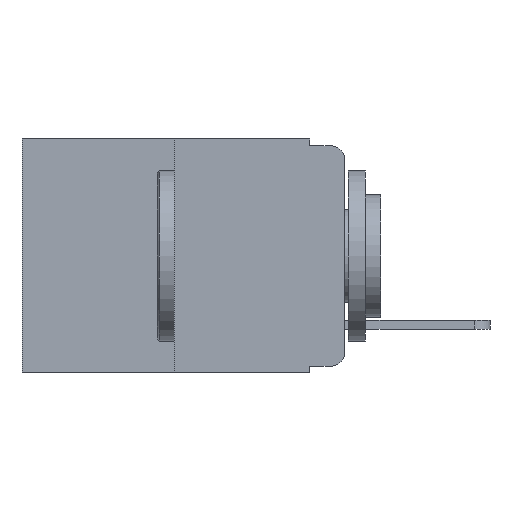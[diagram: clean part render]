
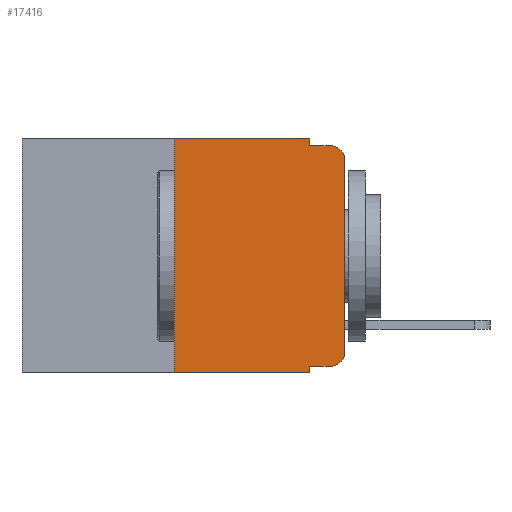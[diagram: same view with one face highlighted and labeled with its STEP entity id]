
A CAD part, left-side view. The second image highlights one B-rep face of the part: STEP entity #17416.
In plain terms, the highlighted planar face has unit normal (-1, 0, 0).
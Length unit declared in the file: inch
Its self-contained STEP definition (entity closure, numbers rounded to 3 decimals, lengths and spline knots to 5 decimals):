
#693 = DIRECTION ( 'NONE',  ( 0., 0., -1. ) ) ;
#719 = DIRECTION ( 'NONE',  ( 0., 0., 1. ) ) ;
#1065 = EDGE_CURVE ( 'NONE', #6866, #21858, #3279, .T. ) ;
#1208 = CARTESIAN_POINT ( 'NONE',  ( 0., 0.051, -0.343 ) ) ;
#1221 = ORIENTED_EDGE ( 'NONE', *, *, #2793, .F. ) ;
#1420 = CARTESIAN_POINT ( 'NONE',  ( 0., 0.25, 0. ) ) ;
#1678 = AXIS2_PLACEMENT_3D ( 'NONE', #23753, #13398, #2010 ) ;
#2010 = DIRECTION ( 'NONE',  ( 0., 0., -1. ) ) ;
#2645 = EDGE_CURVE ( 'NONE', #22137, #21101, #8468, .T. ) ;
#2666 = DIRECTION ( 'NONE',  ( 0., 0., -1. ) ) ;
#2667 = VECTOR ( 'NONE', #18261, 39.37008 ) ;
#2703 = EDGE_CURVE ( 'NONE', #21101, #12784, #6760, .T. ) ;
#2710 = EDGE_CURVE ( 'NONE', #19013, #12784, #7328, .T. ) ;
#2753 = EDGE_CURVE ( 'NONE', #15513, #19013, #5624, .T. ) ;
#2759 = EDGE_CURVE ( 'NONE', #6866, #23063, #19783, .T. ) ;
#2793 = EDGE_CURVE ( 'NONE', #6540, #21858, #9438, .T. ) ;
#2797 = EDGE_CURVE ( 'NONE', #6540, #21571, #14420, .T. ) ;
#2802 = EDGE_CURVE ( 'NONE', #21571, #22137, #4488, .T. ) ;
#3048 = DIRECTION ( 'NONE',  ( -1., 0., 0. ) ) ;
#3202 = CARTESIAN_POINT ( 'NONE',  ( 0., 0.02, -0.313 ) ) ;
#3279 = LINE ( 'NONE', #18531, #2667 ) ;
#3478 = ORIENTED_EDGE ( 'NONE', *, *, #2710, .F. ) ;
#3538 = CARTESIAN_POINT ( 'NONE',  ( 0., 0.051, 0. ) ) ;
#4063 = CARTESIAN_POINT ( 'NONE',  ( 0., 0.473, 0. ) ) ;
#4071 = ORIENTED_EDGE ( 'NONE', *, *, #2753, .F. ) ;
#4488 = CIRCLE ( 'NONE', #6493, 0.02 ) ;
#5038 = LINE ( 'NONE', #4063, #23582 ) ;
#5624 = LINE ( 'NONE', #13412, #23602 ) ;
#5680 = CARTESIAN_POINT ( 'NONE',  ( 0., 0.25, -0.343 ) ) ;
#5869 = CARTESIAN_POINT ( 'NONE',  ( 0., 0., -0.313 ) ) ;
#6282 = DIRECTION ( 'NONE',  ( 0., -1., 0. ) ) ;
#6493 = AXIS2_PLACEMENT_3D ( 'NONE', #3202, #3048, #2666 ) ;
#6540 = VERTEX_POINT ( 'NONE', #23291 ) ;
#6590 = AXIS2_PLACEMENT_3D ( 'NONE', #14770, #14704, #14670 ) ;
#6760 = CIRCLE ( 'NONE', #6590, 0.02 ) ;
#6866 = VERTEX_POINT ( 'NONE', #5680 ) ;
#7328 = LINE ( 'NONE', #16671, #11316 ) ;
#7577 = CARTESIAN_POINT ( 'NONE',  ( 0., 0.02, -0.01 ) ) ;
#8057 = FACE_OUTER_BOUND ( 'NONE', #14444, .T. ) ;
#8468 = LINE ( 'NONE', #15722, #12492 ) ;
#9023 = ORIENTED_EDGE ( 'NONE', *, *, #21401, .F. ) ;
#9438 = LINE ( 'NONE', #3538, #23117 ) ;
#9790 = CARTESIAN_POINT ( 'NONE',  ( 0., 0.25, 0. ) ) ;
#10085 = VECTOR ( 'NONE', #719, 39.37008 ) ;
#10344 = CARTESIAN_POINT ( 'NONE',  ( 0., 0.051, 0. ) ) ;
#11316 = VECTOR ( 'NONE', #13095, 39.37008 ) ;
#12389 = ORIENTED_EDGE ( 'NONE', *, *, #2645, .T. ) ;
#12492 = VECTOR ( 'NONE', #14840, 39.37008 ) ;
#12784 = VERTEX_POINT ( 'NONE', #7577 ) ;
#13095 = DIRECTION ( 'NONE',  ( 0., -1., 0. ) ) ;
#13398 = DIRECTION ( 'NONE',  ( 1., 0., 0. ) ) ;
#13412 = CARTESIAN_POINT ( 'NONE',  ( 0., 0.051, 0. ) ) ;
#13827 = CARTESIAN_POINT ( 'NONE',  ( 0., 0.02, -0.333 ) ) ;
#13860 = VECTOR ( 'NONE', #6282, 39.37008 ) ;
#14420 = LINE ( 'NONE', #15562, #13860 ) ;
#14444 = EDGE_LOOP ( 'NONE', ( #12389, #22284, #3478, #4071, #9023, #15208, #20464, #1221, #16376, #20979 ) ) ;
#14670 = DIRECTION ( 'NONE',  ( 0., 0., -1. ) ) ;
#14704 = DIRECTION ( 'NONE',  ( -1., 0., 0. ) ) ;
#14770 = CARTESIAN_POINT ( 'NONE',  ( 0., 0.02, -0.03 ) ) ;
#14840 = DIRECTION ( 'NONE',  ( 0., 0., 1. ) ) ;
#15208 = ORIENTED_EDGE ( 'NONE', *, *, #2759, .F. ) ;
#15513 = VERTEX_POINT ( 'NONE', #10344 ) ;
#15562 = CARTESIAN_POINT ( 'NONE',  ( 0., 0.051, -0.333 ) ) ;
#15587 = DIRECTION ( 'NONE',  ( 0., 0., -1. ) ) ;
#15722 = CARTESIAN_POINT ( 'NONE',  ( 0., 0., 0. ) ) ;
#16335 = CARTESIAN_POINT ( 'NONE',  ( 0., 0.051, -0.01 ) ) ;
#16376 = ORIENTED_EDGE ( 'NONE', *, *, #2797, .T. ) ;
#16671 = CARTESIAN_POINT ( 'NONE',  ( 0., 0.051, -0.01 ) ) ;
#17416 = ADVANCED_FACE ( 'NONE', ( #8057 ), #20492, .F. ) ;
#18261 = DIRECTION ( 'NONE',  ( 0., -1., 0. ) ) ;
#18531 = CARTESIAN_POINT ( 'NONE',  ( 0., 0.473, -0.343 ) ) ;
#19013 = VERTEX_POINT ( 'NONE', #16335 ) ;
#19783 = LINE ( 'NONE', #1420, #10085 ) ;
#20464 = ORIENTED_EDGE ( 'NONE', *, *, #1065, .T. ) ;
#20492 = PLANE ( 'NONE',  #1678 ) ;
#20979 = ORIENTED_EDGE ( 'NONE', *, *, #2802, .T. ) ;
#21101 = VERTEX_POINT ( 'NONE', #23325 ) ;
#21401 = EDGE_CURVE ( 'NONE', #23063, #15513, #5038, .T. ) ;
#21571 = VERTEX_POINT ( 'NONE', #13827 ) ;
#21858 = VERTEX_POINT ( 'NONE', #1208 ) ;
#22137 = VERTEX_POINT ( 'NONE', #5869 ) ;
#22284 = ORIENTED_EDGE ( 'NONE', *, *, #2703, .T. ) ;
#23063 = VERTEX_POINT ( 'NONE', #9790 ) ;
#23117 = VECTOR ( 'NONE', #15587, 39.37008 ) ;
#23291 = CARTESIAN_POINT ( 'NONE',  ( 0., 0.051, -0.333 ) ) ;
#23325 = CARTESIAN_POINT ( 'NONE',  ( 0., 0., -0.03 ) ) ;
#23582 = VECTOR ( 'NONE', #23848, 39.37008 ) ;
#23602 = VECTOR ( 'NONE', #693, 39.37008 ) ;
#23753 = CARTESIAN_POINT ( 'NONE',  ( 0., 0.473, 0. ) ) ;
#23848 = DIRECTION ( 'NONE',  ( 0., -1., 0. ) ) ;
